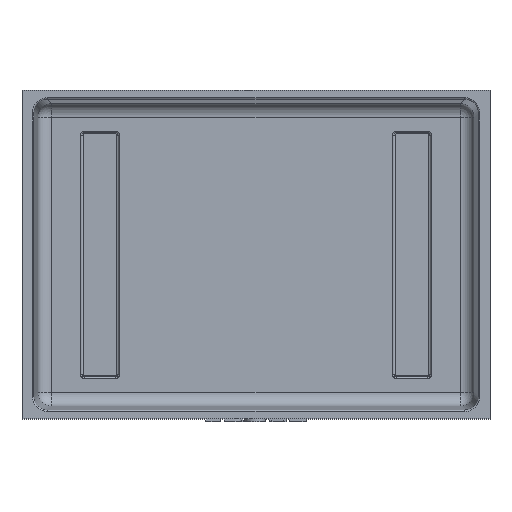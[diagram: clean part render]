
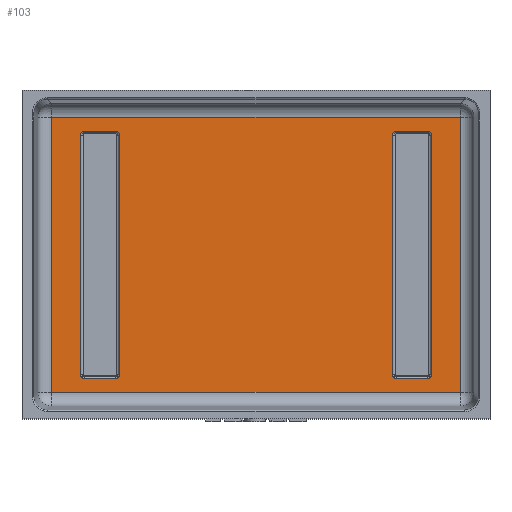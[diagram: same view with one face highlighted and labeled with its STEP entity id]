
A CAD part, top view. The second image highlights one B-rep face of the part: STEP entity #103.
In plain terms, the highlighted planar face has unit normal (0, 0, 1).
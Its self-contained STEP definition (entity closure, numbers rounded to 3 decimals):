
#103 = ADVANCED_FACE( '', ( #282, #283, #284 ), #285, .F. );
#282 = FACE_OUTER_BOUND( '', #1116, .T. );
#283 = FACE_BOUND( '', #1117, .T. );
#284 = FACE_BOUND( '', #1118, .T. );
#285 = PLANE( '', #1119 );
#1116 = EDGE_LOOP( '', ( #1800, #1801, #1802, #1803 ) );
#1117 = EDGE_LOOP( '', ( #1804, #1805, #1806, #1807, #1808, #1809, #1810, #1811 ) );
#1118 = EDGE_LOOP( '', ( #1812, #1813, #1814, #1815, #1816, #1817, #1818, #1819 ) );
#1119 = AXIS2_PLACEMENT_3D( '', #1820, #1821, #1822 );
#1800 = ORIENTED_EDGE( '', *, *, #2393, .F. );
#1801 = ORIENTED_EDGE( '', *, *, #2394, .F. );
#1802 = ORIENTED_EDGE( '', *, *, #2395, .F. );
#1803 = ORIENTED_EDGE( '', *, *, #2396, .F. );
#1804 = ORIENTED_EDGE( '', *, *, #2392, .F. );
#1805 = ORIENTED_EDGE( '', *, *, #2390, .F. );
#1806 = ORIENTED_EDGE( '', *, *, #2388, .F. );
#1807 = ORIENTED_EDGE( '', *, *, #2386, .F. );
#1808 = ORIENTED_EDGE( '', *, *, #2384, .F. );
#1809 = ORIENTED_EDGE( '', *, *, #2382, .F. );
#1810 = ORIENTED_EDGE( '', *, *, #2380, .F. );
#1811 = ORIENTED_EDGE( '', *, *, #2378, .F. );
#1812 = ORIENTED_EDGE( '', *, *, #2376, .T. );
#1813 = ORIENTED_EDGE( '', *, *, #2374, .T. );
#1814 = ORIENTED_EDGE( '', *, *, #2337, .T. );
#1815 = ORIENTED_EDGE( '', *, *, #2339, .T. );
#1816 = ORIENTED_EDGE( '', *, *, #2325, .T. );
#1817 = ORIENTED_EDGE( '', *, *, #2322, .T. );
#1818 = ORIENTED_EDGE( '', *, *, #2373, .T. );
#1819 = ORIENTED_EDGE( '', *, *, #2371, .T. );
#1820 = CARTESIAN_POINT( '', ( 261.328, -190.811, -117.679 ) );
#1821 = DIRECTION( '', ( 0., 0., -1. ) );
#1822 = DIRECTION( '', ( -1., 0., 0. ) );
#2322 = EDGE_CURVE( '', #2671, #2668, #2672, .T. );
#2325 = EDGE_CURVE( '', #2676, #2671, #2677, .T. );
#2337 = EDGE_CURVE( '', #2694, #2692, #2695, .T. );
#2339 = EDGE_CURVE( '', #2692, #2676, #2697, .T. );
#2371 = EDGE_CURVE( '', #2748, #2746, #2749, .T. );
#2373 = EDGE_CURVE( '', #2668, #2748, #2751, .T. );
#2374 = EDGE_CURVE( '', #2752, #2694, #2753, .T. );
#2376 = EDGE_CURVE( '', #2746, #2752, #2755, .T. );
#2378 = EDGE_CURVE( '', #2756, #2758, #2759, .T. );
#2380 = EDGE_CURVE( '', #2758, #2761, #2762, .T. );
#2382 = EDGE_CURVE( '', #2761, #2764, #2765, .T. );
#2384 = EDGE_CURVE( '', #2764, #2767, #2768, .T. );
#2386 = EDGE_CURVE( '', #2767, #2770, #2771, .T. );
#2388 = EDGE_CURVE( '', #2770, #2773, #2774, .T. );
#2390 = EDGE_CURVE( '', #2773, #2776, #2777, .T. );
#2392 = EDGE_CURVE( '', #2776, #2756, #2779, .T. );
#2393 = EDGE_CURVE( '', #2780, #2781, #2782, .T. );
#2394 = EDGE_CURVE( '', #2783, #2780, #2784, .T. );
#2395 = EDGE_CURVE( '', #2785, #2783, #2786, .T. );
#2396 = EDGE_CURVE( '', #2781, #2785, #2787, .T. );
#2668 = VERTEX_POINT( '', #3553 );
#2671 = VERTEX_POINT( '', #3556 );
#2672 = LINE( '', #3557, #3558 );
#2676 = VERTEX_POINT( '', #3563 );
#2677 = CIRCLE( '', #3564, 4.191 );
#2692 = VERTEX_POINT( '', #3602 );
#2694 = VERTEX_POINT( '', #3604 );
#2695 = CIRCLE( '', #3605, 4.191 );
#2697 = LINE( '', #3607, #3608 );
#2746 = VERTEX_POINT( '', #3763 );
#2748 = VERTEX_POINT( '', #3765 );
#2749 = LINE( '', #3766, #3767 );
#2751 = CIRCLE( '', #3769, 4.191 );
#2752 = VERTEX_POINT( '', #3770 );
#2753 = LINE( '', #3771, #3772 );
#2755 = CIRCLE( '', #3774, 4.191 );
#2756 = VERTEX_POINT( '', #3775 );
#2758 = VERTEX_POINT( '', #3777 );
#2759 = LINE( '', #3778, #3779 );
#2761 = VERTEX_POINT( '', #3781 );
#2762 = CIRCLE( '', #3782, 4.191 );
#2764 = VERTEX_POINT( '', #3784 );
#2765 = LINE( '', #3785, #3786 );
#2767 = VERTEX_POINT( '', #3788 );
#2768 = CIRCLE( '', #3789, 4.191 );
#2770 = VERTEX_POINT( '', #3791 );
#2771 = LINE( '', #3792, #3793 );
#2773 = VERTEX_POINT( '', #3795 );
#2774 = CIRCLE( '', #3796, 4.191 );
#2776 = VERTEX_POINT( '', #3798 );
#2777 = LINE( '', #3799, #3800 );
#2779 = CIRCLE( '', #3802, 4.191 );
#2780 = VERTEX_POINT( '', #3803 );
#2781 = VERTEX_POINT( '', #3804 );
#2782 = LINE( '', #3805, #3806 );
#2783 = VERTEX_POINT( '', #3807 );
#2784 = LINE( '', #3808, #3809 );
#2785 = VERTEX_POINT( '', #3810 );
#2786 = LINE( '', #3811, #3812 );
#2787 = LINE( '', #3813, #3814 );
#3553 = CARTESIAN_POINT( '', ( 200.025, -136.525, -117.679 ) );
#3556 = CARTESIAN_POINT( '', ( 200.025, 136.525, -117.679 ) );
#3557 = CARTESIAN_POINT( '', ( 200.025, 136.525, -117.679 ) );
#3558 = VECTOR( '', #4089, 1000. );
#3563 = CARTESIAN_POINT( '', ( 195.834, 140.716, -117.679 ) );
#3564 = AXIS2_PLACEMENT_3D( '', #4094, #4095, #4096 );
#3602 = CARTESIAN_POINT( '', ( 159.766, 140.716, -117.679 ) );
#3604 = CARTESIAN_POINT( '', ( 155.575, 136.525, -117.679 ) );
#3605 = AXIS2_PLACEMENT_3D( '', #4122, #4123, #4124 );
#3607 = CARTESIAN_POINT( '', ( 159.766, 140.716, -117.679 ) );
#3608 = VECTOR( '', #4128, 1000. );
#3763 = CARTESIAN_POINT( '', ( 159.766, -140.716, -117.679 ) );
#3765 = CARTESIAN_POINT( '', ( 195.834, -140.716, -117.679 ) );
#3766 = CARTESIAN_POINT( '', ( 195.834, -140.716, -117.679 ) );
#3767 = VECTOR( '', #4169, 1000. );
#3769 = AXIS2_PLACEMENT_3D( '', #4173, #4174, #4175 );
#3770 = CARTESIAN_POINT( '', ( 155.575, -136.525, -117.679 ) );
#3771 = CARTESIAN_POINT( '', ( 155.575, -136.525, -117.679 ) );
#3772 = VECTOR( '', #4176, 1000. );
#3774 = AXIS2_PLACEMENT_3D( '', #4180, #4181, #4182 );
#3775 = CARTESIAN_POINT( '', ( -195.834, -140.716, -117.679 ) );
#3777 = CARTESIAN_POINT( '', ( -159.766, -140.716, -117.679 ) );
#3778 = CARTESIAN_POINT( '', ( -195.834, -140.716, -117.679 ) );
#3779 = VECTOR( '', #4186, 1000. );
#3781 = CARTESIAN_POINT( '', ( -155.575, -136.525, -117.679 ) );
#3782 = AXIS2_PLACEMENT_3D( '', #4190, #4191, #4192 );
#3784 = CARTESIAN_POINT( '', ( -155.575, 136.525, -117.679 ) );
#3785 = CARTESIAN_POINT( '', ( -155.575, -136.525, -117.679 ) );
#3786 = VECTOR( '', #4196, 1000. );
#3788 = CARTESIAN_POINT( '', ( -159.766, 140.716, -117.679 ) );
#3789 = AXIS2_PLACEMENT_3D( '', #4200, #4201, #4202 );
#3791 = CARTESIAN_POINT( '', ( -195.834, 140.716, -117.679 ) );
#3792 = CARTESIAN_POINT( '', ( -159.766, 140.716, -117.679 ) );
#3793 = VECTOR( '', #4206, 1000. );
#3795 = CARTESIAN_POINT( '', ( -200.025, 136.525, -117.679 ) );
#3796 = AXIS2_PLACEMENT_3D( '', #4210, #4211, #4212 );
#3798 = CARTESIAN_POINT( '', ( -200.025, -136.525, -117.679 ) );
#3799 = CARTESIAN_POINT( '', ( -200.025, 136.525, -117.679 ) );
#3800 = VECTOR( '', #4216, 1000. );
#3802 = AXIS2_PLACEMENT_3D( '', #4220, #4221, #4222 );
#3803 = CARTESIAN_POINT( '', ( -232.968, -156.768, -117.679 ) );
#3804 = CARTESIAN_POINT( '', ( -232.968, 156.768, -117.679 ) );
#3805 = CARTESIAN_POINT( '', ( -232.968, -156.768, -117.679 ) );
#3806 = VECTOR( '', #4223, 1000. );
#3807 = CARTESIAN_POINT( '', ( 232.968, -156.768, -117.679 ) );
#3808 = CARTESIAN_POINT( '', ( 232.968, -156.768, -117.679 ) );
#3809 = VECTOR( '', #4224, 1000. );
#3810 = CARTESIAN_POINT( '', ( 232.968, 156.768, -117.679 ) );
#3811 = CARTESIAN_POINT( '', ( 232.968, 156.768, -117.679 ) );
#3812 = VECTOR( '', #4225, 1000. );
#3813 = CARTESIAN_POINT( '', ( -232.968, 156.768, -117.679 ) );
#3814 = VECTOR( '', #4226, 1000. );
#4089 = DIRECTION( '', ( 0., -1., 0. ) );
#4094 = CARTESIAN_POINT( '', ( 195.834, 136.525, -117.679 ) );
#4095 = DIRECTION( '', ( 0., 0., -1. ) );
#4096 = DIRECTION( '', ( 0., 1., 0. ) );
#4122 = CARTESIAN_POINT( '', ( 159.766, 136.525, -117.679 ) );
#4123 = DIRECTION( '', ( 0., 0., -1. ) );
#4124 = DIRECTION( '', ( -1., 0., 0. ) );
#4128 = DIRECTION( '', ( 1., 0., 0. ) );
#4169 = DIRECTION( '', ( -1., 0., 0. ) );
#4173 = CARTESIAN_POINT( '', ( 195.834, -136.525, -117.679 ) );
#4174 = DIRECTION( '', ( 0., 0., -1. ) );
#4175 = DIRECTION( '', ( 1., 0., 0. ) );
#4176 = DIRECTION( '', ( 0., 1., 0. ) );
#4180 = CARTESIAN_POINT( '', ( 159.766, -136.525, -117.679 ) );
#4181 = DIRECTION( '', ( 0., 0., -1. ) );
#4182 = DIRECTION( '', ( 0., -1., 0. ) );
#4186 = DIRECTION( '', ( 1., 0., 0. ) );
#4190 = CARTESIAN_POINT( '', ( -159.766, -136.525, -117.679 ) );
#4191 = DIRECTION( '', ( 0., 0., 1. ) );
#4192 = DIRECTION( '', ( 0., -1., 0. ) );
#4196 = DIRECTION( '', ( 0., 1., 0. ) );
#4200 = CARTESIAN_POINT( '', ( -159.766, 136.525, -117.679 ) );
#4201 = DIRECTION( '', ( 0., 0., 1. ) );
#4202 = DIRECTION( '', ( 1., 0., 0. ) );
#4206 = DIRECTION( '', ( -1., 0., 0. ) );
#4210 = CARTESIAN_POINT( '', ( -195.834, 136.525, -117.679 ) );
#4211 = DIRECTION( '', ( 0., 0., 1. ) );
#4212 = DIRECTION( '', ( 0., 1., 0. ) );
#4216 = DIRECTION( '', ( 0., -1., 0. ) );
#4220 = CARTESIAN_POINT( '', ( -195.834, -136.525, -117.679 ) );
#4221 = DIRECTION( '', ( 0., 0., 1. ) );
#4222 = DIRECTION( '', ( -1., 0., 0. ) );
#4223 = DIRECTION( '', ( 0., 1., 0. ) );
#4224 = DIRECTION( '', ( -1., 0., 0. ) );
#4225 = DIRECTION( '', ( 0., -1., 0. ) );
#4226 = DIRECTION( '', ( 1., 0., 0. ) );
